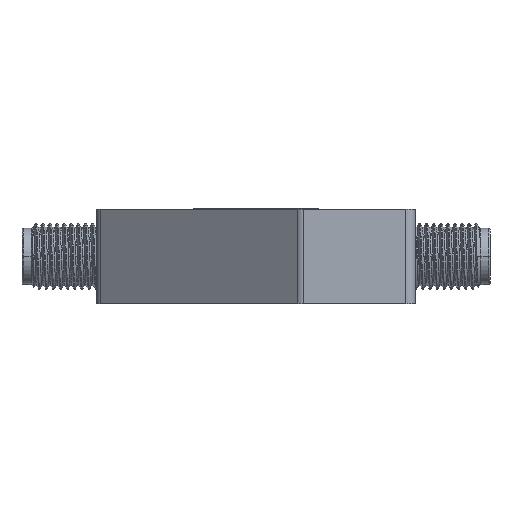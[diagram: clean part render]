
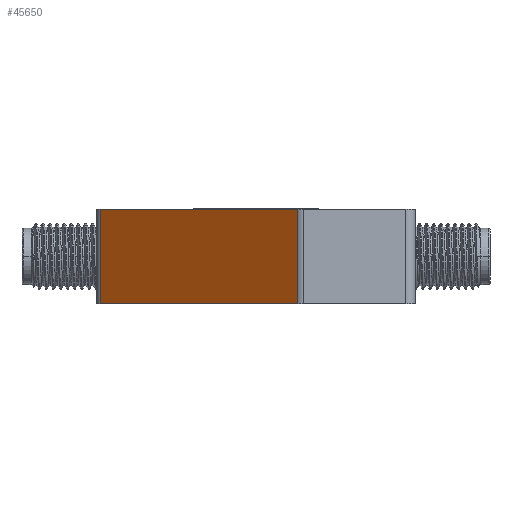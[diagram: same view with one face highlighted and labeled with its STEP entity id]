
A CAD part, left-side view. The second image highlights one B-rep face of the part: STEP entity #45650.
In plain terms, the highlighted planar face has unit normal (-0.781, 0.625, 0).
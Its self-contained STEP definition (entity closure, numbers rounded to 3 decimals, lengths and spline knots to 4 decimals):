
#1390 = LINE ( 'NONE', #28326, #24206 ) ;
#2325 = DIRECTION ( 'NONE',  ( 0., 0., 1. ) ) ;
#2345 = CARTESIAN_POINT ( 'NONE',  ( -0.9853, -0.1736, -0.1969 ) ) ;
#4174 = DIRECTION ( 'NONE',  ( -0.781, 0.625, 0. ) ) ;
#8026 = PLANE ( 'NONE',  #38004 ) ;
#9089 = DIRECTION ( 'NONE',  ( 0.625, 0.781, 0. ) ) ;
#10292 = DIRECTION ( 'NONE',  ( 0., 0., 1. ) ) ;
#10541 = CARTESIAN_POINT ( 'NONE',  ( -0.9853, -0.1736, 0.1969 ) ) ;
#13139 = FACE_OUTER_BOUND ( 'NONE', #19220, .T. ) ;
#16815 = VECTOR ( 'NONE', #25303, 39.3701 ) ;
#16863 = VERTEX_POINT ( 'NONE', #20819 ) ;
#16868 = CARTESIAN_POINT ( 'NONE',  ( -0.327, 0.6496, -0.1969 ) ) ;
#16972 = LINE ( 'NONE', #32612, #25716 ) ;
#18473 = VERTEX_POINT ( 'NONE', #2345 ) ;
#19220 = EDGE_LOOP ( 'NONE', ( #29371, #39821, #21233, #48923 ) ) ;
#19878 = EDGE_CURVE ( 'NONE', #18473, #46076, #45391, .T. ) ;
#20819 = CARTESIAN_POINT ( 'NONE',  ( -0.327, 0.6496, 0.1969 ) ) ;
#21188 = EDGE_CURVE ( 'NONE', #16863, #29209, #26054, .T. ) ;
#21233 = ORIENTED_EDGE ( 'NONE', *, *, #21655, .T. ) ;
#21655 = EDGE_CURVE ( 'NONE', #46076, #16863, #1390, .T. ) ;
#21973 = CARTESIAN_POINT ( 'NONE',  ( -0.327, 0.6496, 0.1969 ) ) ;
#22481 = VECTOR ( 'NONE', #10292, 39.3701 ) ;
#24206 = VECTOR ( 'NONE', #9089, 39.3701 ) ;
#25303 = DIRECTION ( 'NONE',  ( 0., 0., -1. ) ) ;
#25716 = VECTOR ( 'NONE', #43621, 39.3701 ) ;
#26054 = LINE ( 'NONE', #21973, #16815 ) ;
#28326 = CARTESIAN_POINT ( 'NONE',  ( -0.5162, 0.4129, 0.1969 ) ) ;
#29209 = VERTEX_POINT ( 'NONE', #16868 ) ;
#29371 = ORIENTED_EDGE ( 'NONE', *, *, #45637, .F. ) ;
#32612 = CARTESIAN_POINT ( 'NONE',  ( -0.5162, 0.4129, -0.1969 ) ) ;
#35640 = CARTESIAN_POINT ( 'NONE',  ( -0.9853, -0.1736, 0.1969 ) ) ;
#38004 = AXIS2_PLACEMENT_3D ( 'NONE', #39272, #4174, #2325 ) ;
#39272 = CARTESIAN_POINT ( 'NONE',  ( -0.5162, 0.4129, 0.1969 ) ) ;
#39821 = ORIENTED_EDGE ( 'NONE', *, *, #19878, .T. ) ;
#43621 = DIRECTION ( 'NONE',  ( 0.625, 0.781, 0. ) ) ;
#45391 = LINE ( 'NONE', #10541, #22481 ) ;
#45637 = EDGE_CURVE ( 'NONE', #18473, #29209, #16972, .T. ) ;
#45650 = ADVANCED_FACE ( 'NONE', ( #13139 ), #8026, .T. ) ;
#46076 = VERTEX_POINT ( 'NONE', #35640 ) ;
#48923 = ORIENTED_EDGE ( 'NONE', *, *, #21188, .T. ) ;
